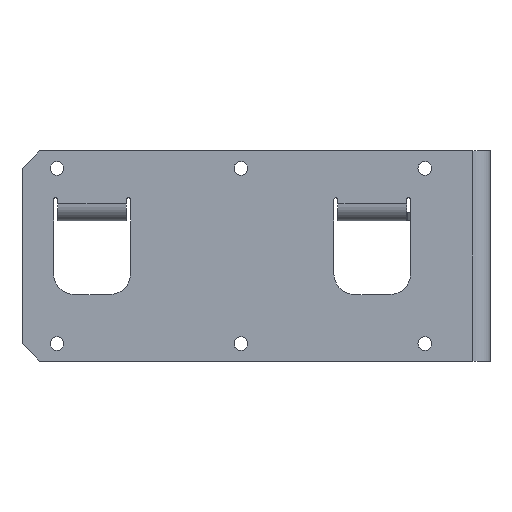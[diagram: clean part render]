
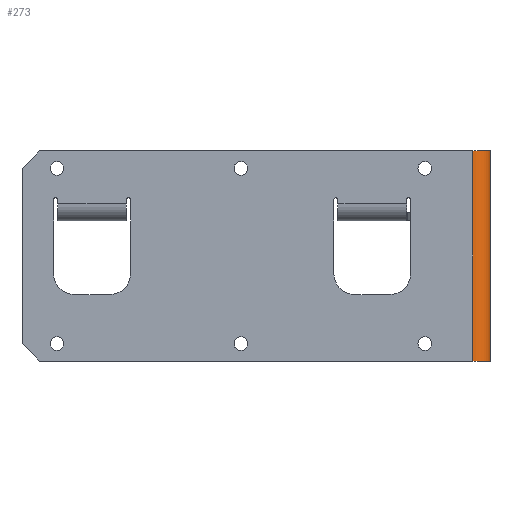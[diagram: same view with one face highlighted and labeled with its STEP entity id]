
A CAD part, front view. The second image highlights one B-rep face of the part: STEP entity #273.
In plain terms, the highlighted cylindrical face has radius 6.175 mm (diameter 12.35 mm), a partial arc.
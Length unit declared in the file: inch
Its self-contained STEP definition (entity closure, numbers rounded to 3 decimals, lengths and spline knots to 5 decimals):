
#13 = ORIENTED_EDGE ( 'NONE', *, *, #1589, .F. ) ;
#273 = ADVANCED_FACE ( 'NONE', ( #1297 ), #603, .T. ) ;
#297 = AXIS2_PLACEMENT_3D ( 'NONE', #480, #1093, #1132 ) ;
#480 = CARTESIAN_POINT ( 'NONE',  ( -0.0625, 0.0625, -1.5 ) ) ;
#591 = LINE ( 'NONE', #3768, #2861 ) ;
#603 = CYLINDRICAL_SURFACE ( 'NONE', #1679, 0.24311 ) ;
#607 = CARTESIAN_POINT ( 'NONE',  ( 0.18061, 0.0625, 1.5 ) ) ;
#967 = EDGE_LOOP ( 'NONE', ( #3769, #3422, #13, #1793 ) ) ;
#1093 = DIRECTION ( 'NONE',  ( 0., 0., 1. ) ) ;
#1132 = DIRECTION ( 'NONE',  ( 1., 0., 0. ) ) ;
#1162 = EDGE_CURVE ( 'NONE', #2047, #2022, #3450, .T. ) ;
#1191 = EDGE_CURVE ( 'NONE', #4112, #2262, #591, .T. ) ;
#1290 = CARTESIAN_POINT ( 'NONE',  ( 0.18061, 0.0625, -1.5 ) ) ;
#1295 = CARTESIAN_POINT ( 'NONE',  ( -0.0625, 0.0625, 1.5 ) ) ;
#1297 = FACE_OUTER_BOUND ( 'NONE', #967, .T. ) ;
#1589 = EDGE_CURVE ( 'NONE', #4112, #2047, #3130, .T. ) ;
#1679 = AXIS2_PLACEMENT_3D ( 'NONE', #3525, #3445, #3486 ) ;
#1793 = ORIENTED_EDGE ( 'NONE', *, *, #1191, .T. ) ;
#1819 = CIRCLE ( 'NONE', #297, 0.24311 ) ;
#2022 = VERTEX_POINT ( 'NONE', #1290 ) ;
#2047 = VERTEX_POINT ( 'NONE', #2559 ) ;
#2262 = VERTEX_POINT ( 'NONE', #3981 ) ;
#2336 = VECTOR ( 'NONE', #4101, 39.37008 ) ;
#2495 = DIRECTION ( 'NONE',  ( 0., 0., -1. ) ) ;
#2537 = EDGE_CURVE ( 'NONE', #2262, #2022, #1819, .T. ) ;
#2559 = CARTESIAN_POINT ( 'NONE',  ( 0.18061, 0.0625, 1.5 ) ) ;
#2563 = DIRECTION ( 'NONE',  ( 1., 0., 0. ) ) ;
#2798 = AXIS2_PLACEMENT_3D ( 'NONE', #1295, #3406, #2563 ) ;
#2861 = VECTOR ( 'NONE', #2495, 39.37008 ) ;
#3130 = CIRCLE ( 'NONE', #2798, 0.24311 ) ;
#3406 = DIRECTION ( 'NONE',  ( 0., 0., 1. ) ) ;
#3422 = ORIENTED_EDGE ( 'NONE', *, *, #1162, .F. ) ;
#3445 = DIRECTION ( 'NONE',  ( 0., 0., -1. ) ) ;
#3450 = LINE ( 'NONE', #607, #2336 ) ;
#3486 = DIRECTION ( 'NONE',  ( -1., 0., 0. ) ) ;
#3525 = CARTESIAN_POINT ( 'NONE',  ( -0.0625, 0.0625, 1.5 ) ) ;
#3768 = CARTESIAN_POINT ( 'NONE',  ( -0.0625, -0.18061, 1.5 ) ) ;
#3769 = ORIENTED_EDGE ( 'NONE', *, *, #2537, .T. ) ;
#3771 = CARTESIAN_POINT ( 'NONE',  ( -0.0625, -0.18061, 1.5 ) ) ;
#3981 = CARTESIAN_POINT ( 'NONE',  ( -0.0625, -0.18061, -1.5 ) ) ;
#4101 = DIRECTION ( 'NONE',  ( 0., 0., -1. ) ) ;
#4112 = VERTEX_POINT ( 'NONE', #3771 ) ;
